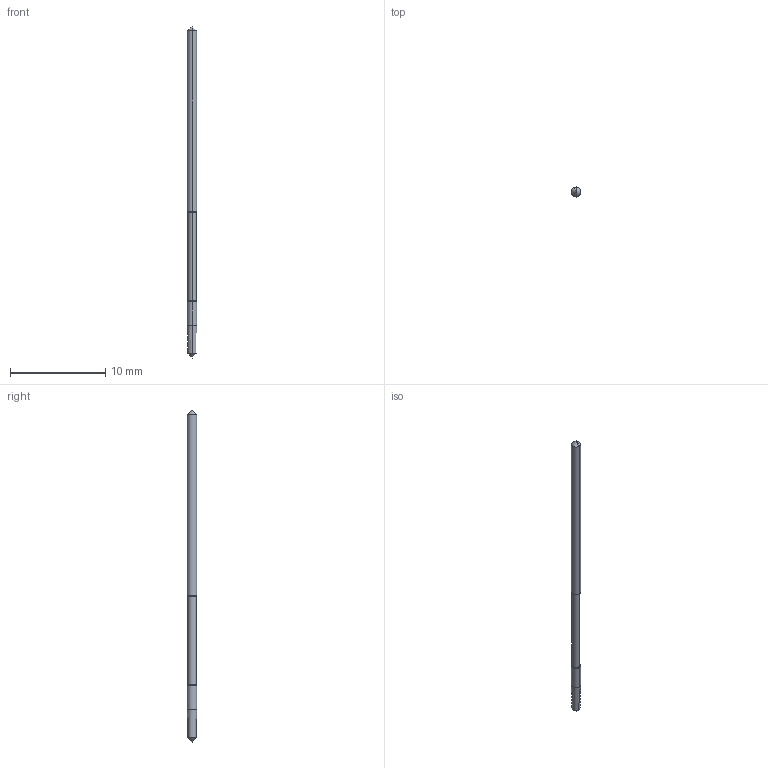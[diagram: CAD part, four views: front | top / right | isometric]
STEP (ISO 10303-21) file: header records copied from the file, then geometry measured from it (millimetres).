
FILE_DESCRIPTION((''),'2;1');
FILE_NAME('607504041-000-00-E43','2021-01-29T09:22:13',('steinhartd'),(''),'CREO PARAMETRIC BY PTC INC, 2019030','CREO PARAMETRIC BY PTC INC, 2019030','');
FILE_SCHEMA(('AP242_MANAGED_MODEL_BASED_3D_ENGINEERING_MIM_LF { 1 0 10303 442 1 1 4 }'));
Length unit declared in the file: millimetre
Products named in the file (1): 607504041-000-00-E43
Bounding box: 1 x 1 x 34.92 mm (x, y, z)
Volume: 25.2 mm3; surface area: 105.1 mm2
Topology: 1 solids, 1 shells, 16 faces, 34 edges, 16 vertices
Faces by surface type: cone 10, cylinder 6
Entity records: 879 total; most frequent: DIRECTION 96, CARTESIAN_POINT 76, ORIENTED_EDGE 60, PRESENTATION_STYLE_ASSIGNMENT 45, STYLED_ITEM 39, AXIS2_PLACEMENT_3D 38, CURVE_STYLE 38, COLOUR_RGB 35
